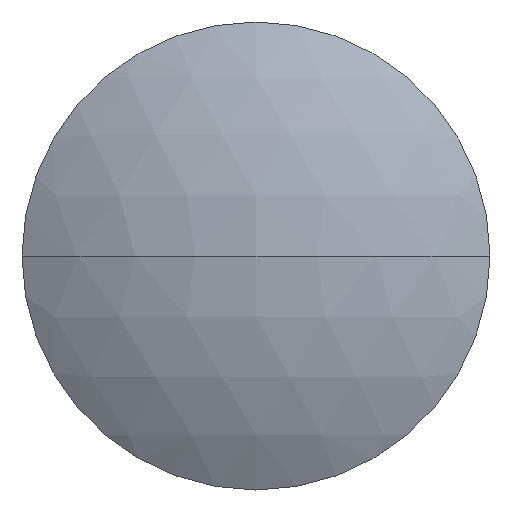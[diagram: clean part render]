
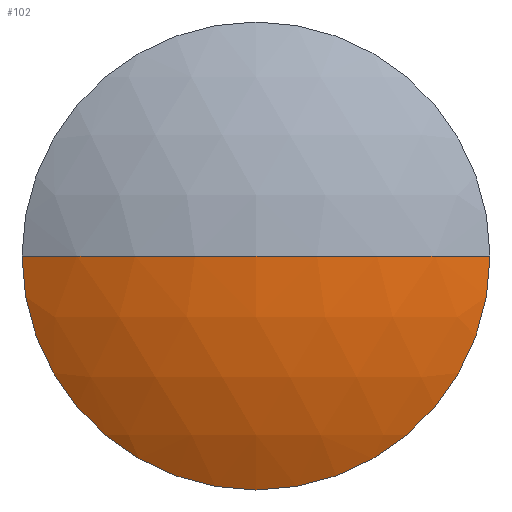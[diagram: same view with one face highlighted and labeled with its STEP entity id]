
A CAD part, left-side view. The second image highlights one B-rep face of the part: STEP entity #102.
In plain terms, the highlighted spherical face has radius 15.062 mm.
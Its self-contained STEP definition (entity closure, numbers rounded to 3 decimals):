
#3 = DIRECTION ( 'NONE',  ( 0., 0., -1. ) ) ;
#30 = DIRECTION ( 'NONE',  ( 0., 1., 0. ) ) ;
#41 = VERTEX_POINT ( 'NONE', #290 ) ;
#52 = CARTESIAN_POINT ( 'NONE',  ( -2., 0., 0. ) ) ;
#67 = VERTEX_POINT ( 'NONE', #152 ) ;
#74 = ORIENTED_EDGE ( 'NONE', *, *, #261, .T. ) ;
#77 = DIRECTION ( 'NONE',  ( 0., 0., 1. ) ) ;
#102 = ADVANCED_FACE ( 'NONE', ( #223 ), #195, .T. ) ;
#107 = DIRECTION ( 'NONE',  ( -1., 0., 0. ) ) ;
#113 = ORIENTED_EDGE ( 'NONE', *, *, #200, .F. ) ;
#120 = ORIENTED_EDGE ( 'NONE', *, *, #207, .T. ) ;
#130 = CIRCLE ( 'NONE', #177, 15.062 ) ;
#143 = EDGE_LOOP ( 'NONE', ( #74, #120, #167, #113 ) ) ;
#152 = CARTESIAN_POINT ( 'NONE',  ( -2., -7.5, 0. ) ) ;
#155 = CARTESIAN_POINT ( 'NONE',  ( 11.062, 0., 0. ) ) ;
#161 = EDGE_CURVE ( 'NONE', #67, #41, #347, .T. ) ;
#162 = CARTESIAN_POINT ( 'NONE',  ( 11.062, 0., 0. ) ) ;
#167 = ORIENTED_EDGE ( 'NONE', *, *, #161, .T. ) ;
#177 = AXIS2_PLACEMENT_3D ( 'NONE', #211, #77, #291 ) ;
#190 = CARTESIAN_POINT ( 'NONE',  ( -2., 0., -7.5 ) ) ;
#195 = SPHERICAL_SURFACE ( 'NONE', #318, 15.062 ) ;
#198 = AXIS2_PLACEMENT_3D ( 'NONE', #52, #107, #324 ) ;
#200 = EDGE_CURVE ( 'NONE', #284, #41, #130, .T. ) ;
#205 = CIRCLE ( 'NONE', #218, 7.5 ) ;
#207 = EDGE_CURVE ( 'NONE', #341, #67, #264, .T. ) ;
#211 = CARTESIAN_POINT ( 'NONE',  ( 11.062, 0., 0. ) ) ;
#218 = AXIS2_PLACEMENT_3D ( 'NONE', #292, #267, #340 ) ;
#223 = FACE_OUTER_BOUND ( 'NONE', #143, .T. ) ;
#232 = AXIS2_PLACEMENT_3D ( 'NONE', #155, #260, #350 ) ;
#260 = DIRECTION ( 'NONE',  ( 0., 0., -1. ) ) ;
#261 = EDGE_CURVE ( 'NONE', #284, #341, #205, .T. ) ;
#264 = CIRCLE ( 'NONE', #198, 7.5 ) ;
#267 = DIRECTION ( 'NONE',  ( -1., 0., 0. ) ) ;
#275 = CARTESIAN_POINT ( 'NONE',  ( -2., 7.5, 0. ) ) ;
#284 = VERTEX_POINT ( 'NONE', #275 ) ;
#290 = CARTESIAN_POINT ( 'NONE',  ( -4., 0., 0. ) ) ;
#291 = DIRECTION ( 'NONE',  ( 1., 0., 0. ) ) ;
#292 = CARTESIAN_POINT ( 'NONE',  ( -2., 0., 0. ) ) ;
#318 = AXIS2_PLACEMENT_3D ( 'NONE', #162, #3, #30 ) ;
#324 = DIRECTION ( 'NONE',  ( 0., 0., 1. ) ) ;
#340 = DIRECTION ( 'NONE',  ( 0., 0., 1. ) ) ;
#341 = VERTEX_POINT ( 'NONE', #190 ) ;
#347 = CIRCLE ( 'NONE', #232, 15.062 ) ;
#350 = DIRECTION ( 'NONE',  ( 0., 1., 0. ) ) ;
